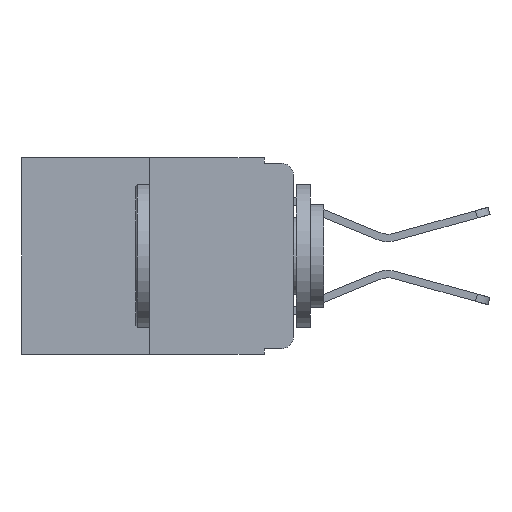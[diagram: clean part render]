
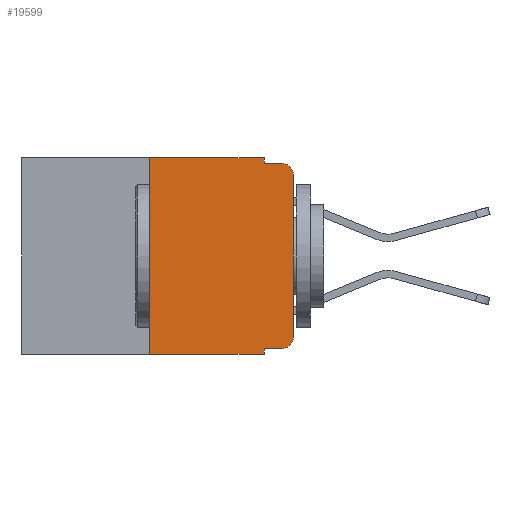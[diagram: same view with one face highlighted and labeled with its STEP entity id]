
A CAD part, left-side view. The second image highlights one B-rep face of the part: STEP entity #19599.
In plain terms, the highlighted planar face has unit normal (-1, 0, 0).
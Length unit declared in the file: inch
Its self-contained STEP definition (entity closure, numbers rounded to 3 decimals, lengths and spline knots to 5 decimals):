
#235 = LINE ( 'NONE', #12775, #17285 ) ;
#266 = DIRECTION ( 'NONE',  ( 0., -1., 0. ) ) ;
#477 = DIRECTION ( 'NONE',  ( 0., -1., 0. ) ) ;
#600 = AXIS2_PLACEMENT_3D ( 'NONE', #13016, #6613, #17910 ) ;
#605 = EDGE_CURVE ( 'NONE', #15748, #10006, #235, .T. ) ;
#706 = EDGE_LOOP ( 'NONE', ( #1332, #5824, #10178, #1865, #6879, #15490, #15999, #20202, #16499, #3957 ) ) ;
#1100 = EDGE_CURVE ( 'NONE', #13798, #15748, #18760, .T. ) ;
#1332 = ORIENTED_EDGE ( 'NONE', *, *, #605, .T. ) ;
#1540 = PLANE ( 'NONE',  #600 ) ;
#1865 = ORIENTED_EDGE ( 'NONE', *, *, #11118, .F. ) ;
#2257 = EDGE_CURVE ( 'NONE', #8222, #13798, #6391, .T. ) ;
#2439 = VECTOR ( 'NONE', #266, 39.37008 ) ;
#2800 = CARTESIAN_POINT ( 'NONE',  ( 0., 0.25, 0. ) ) ;
#2886 = CARTESIAN_POINT ( 'NONE',  ( 0., 0., -0.313 ) ) ;
#3352 = LINE ( 'NONE', #16375, #11584 ) ;
#3558 = VECTOR ( 'NONE', #14312, 39.37008 ) ;
#3847 = AXIS2_PLACEMENT_3D ( 'NONE', #13711, #11904, #12128 ) ;
#3957 = ORIENTED_EDGE ( 'NONE', *, *, #1100, .T. ) ;
#4599 = LINE ( 'NONE', #7262, #7477 ) ;
#4758 = CARTESIAN_POINT ( 'NONE',  ( 0., 0.25, 0. ) ) ;
#5824 = ORIENTED_EDGE ( 'NONE', *, *, #18645, .T. ) ;
#5939 = CARTESIAN_POINT ( 'NONE',  ( 0., 0.051, -0.333 ) ) ;
#6124 = CARTESIAN_POINT ( 'NONE',  ( 0., 0.051, -0.01 ) ) ;
#6330 = DIRECTION ( 'NONE',  ( 0., 0., 1. ) ) ;
#6391 = LINE ( 'NONE', #12675, #2439 ) ;
#6613 = DIRECTION ( 'NONE',  ( 1., 0., 0. ) ) ;
#6879 = ORIENTED_EDGE ( 'NONE', *, *, #9421, .F. ) ;
#7262 = CARTESIAN_POINT ( 'NONE',  ( 0., 0.473, 0. ) ) ;
#7477 = VECTOR ( 'NONE', #477, 39.37008 ) ;
#7888 = EDGE_CURVE ( 'NONE', #8222, #12948, #3352, .T. ) ;
#8020 = AXIS2_PLACEMENT_3D ( 'NONE', #9053, #20236, #10639 ) ;
#8222 = VERTEX_POINT ( 'NONE', #5939 ) ;
#8771 = DIRECTION ( 'NONE',  ( 0., 0., -1. ) ) ;
#8853 = FACE_OUTER_BOUND ( 'NONE', #706, .T. ) ;
#8990 = EDGE_CURVE ( 'NONE', #15995, #20084, #12294, .T. ) ;
#9053 = CARTESIAN_POINT ( 'NONE',  ( 0., 0.02, -0.03 ) ) ;
#9421 = EDGE_CURVE ( 'NONE', #20084, #15038, #4599, .T. ) ;
#10006 = VERTEX_POINT ( 'NONE', #18692 ) ;
#10178 = ORIENTED_EDGE ( 'NONE', *, *, #16537, .F. ) ;
#10211 = CARTESIAN_POINT ( 'NONE',  ( 0., 0.473, -0.343 ) ) ;
#10639 = DIRECTION ( 'NONE',  ( 0., 0., -1. ) ) ;
#10974 = VERTEX_POINT ( 'NONE', #19483 ) ;
#11118 = EDGE_CURVE ( 'NONE', #15038, #13289, #21194, .T. ) ;
#11519 = CARTESIAN_POINT ( 'NONE',  ( 0., 0.051, -0.343 ) ) ;
#11584 = VECTOR ( 'NONE', #17966, 39.37008 ) ;
#11797 = DIRECTION ( 'NONE',  ( 0., -1., 0. ) ) ;
#11904 = DIRECTION ( 'NONE',  ( -1., 0., 0. ) ) ;
#12128 = DIRECTION ( 'NONE',  ( 0., 0., -1. ) ) ;
#12294 = LINE ( 'NONE', #2800, #3558 ) ;
#12675 = CARTESIAN_POINT ( 'NONE',  ( 0., 0.051, -0.333 ) ) ;
#12705 = LINE ( 'NONE', #10211, #17969 ) ;
#12715 = VECTOR ( 'NONE', #8771, 39.37008 ) ;
#12775 = CARTESIAN_POINT ( 'NONE',  ( 0., 0., 0. ) ) ;
#12948 = VERTEX_POINT ( 'NONE', #11519 ) ;
#13016 = CARTESIAN_POINT ( 'NONE',  ( 0., 0.473, 0. ) ) ;
#13138 = DIRECTION ( 'NONE',  ( 0., -1., 0. ) ) ;
#13289 = VERTEX_POINT ( 'NONE', #6124 ) ;
#13711 = CARTESIAN_POINT ( 'NONE',  ( 0., 0.02, -0.313 ) ) ;
#13798 = VERTEX_POINT ( 'NONE', #15534 ) ;
#14312 = DIRECTION ( 'NONE',  ( 0., 0., 1. ) ) ;
#15019 = CARTESIAN_POINT ( 'NONE',  ( 0., 0.25, -0.343 ) ) ;
#15038 = VERTEX_POINT ( 'NONE', #19362 ) ;
#15490 = ORIENTED_EDGE ( 'NONE', *, *, #8990, .F. ) ;
#15534 = CARTESIAN_POINT ( 'NONE',  ( 0., 0.02, -0.333 ) ) ;
#15748 = VERTEX_POINT ( 'NONE', #2886 ) ;
#15995 = VERTEX_POINT ( 'NONE', #15019 ) ;
#15999 = ORIENTED_EDGE ( 'NONE', *, *, #17856, .T. ) ;
#16375 = CARTESIAN_POINT ( 'NONE',  ( 0., 0.051, 0. ) ) ;
#16499 = ORIENTED_EDGE ( 'NONE', *, *, #2257, .T. ) ;
#16537 = EDGE_CURVE ( 'NONE', #13289, #10974, #21219, .T. ) ;
#16705 = CARTESIAN_POINT ( 'NONE',  ( 0., 0.051, 0. ) ) ;
#17005 = VECTOR ( 'NONE', #13138, 39.37008 ) ;
#17285 = VECTOR ( 'NONE', #6330, 39.37008 ) ;
#17856 = EDGE_CURVE ( 'NONE', #15995, #12948, #12705, .T. ) ;
#17910 = DIRECTION ( 'NONE',  ( 0., 0., -1. ) ) ;
#17966 = DIRECTION ( 'NONE',  ( 0., 0., -1. ) ) ;
#17969 = VECTOR ( 'NONE', #11797, 39.37008 ) ;
#18411 = CIRCLE ( 'NONE', #8020, 0.02 ) ;
#18645 = EDGE_CURVE ( 'NONE', #10006, #10974, #18411, .T. ) ;
#18692 = CARTESIAN_POINT ( 'NONE',  ( 0., 0., -0.03 ) ) ;
#18760 = CIRCLE ( 'NONE', #3847, 0.02 ) ;
#19362 = CARTESIAN_POINT ( 'NONE',  ( 0., 0.051, 0. ) ) ;
#19483 = CARTESIAN_POINT ( 'NONE',  ( 0., 0.02, -0.01 ) ) ;
#19497 = CARTESIAN_POINT ( 'NONE',  ( 0., 0.051, -0.01 ) ) ;
#19599 = ADVANCED_FACE ( 'NONE', ( #8853 ), #1540, .F. ) ;
#20084 = VERTEX_POINT ( 'NONE', #4758 ) ;
#20202 = ORIENTED_EDGE ( 'NONE', *, *, #7888, .F. ) ;
#20236 = DIRECTION ( 'NONE',  ( -1., 0., 0. ) ) ;
#21194 = LINE ( 'NONE', #16705, #12715 ) ;
#21219 = LINE ( 'NONE', #19497, #17005 ) ;
